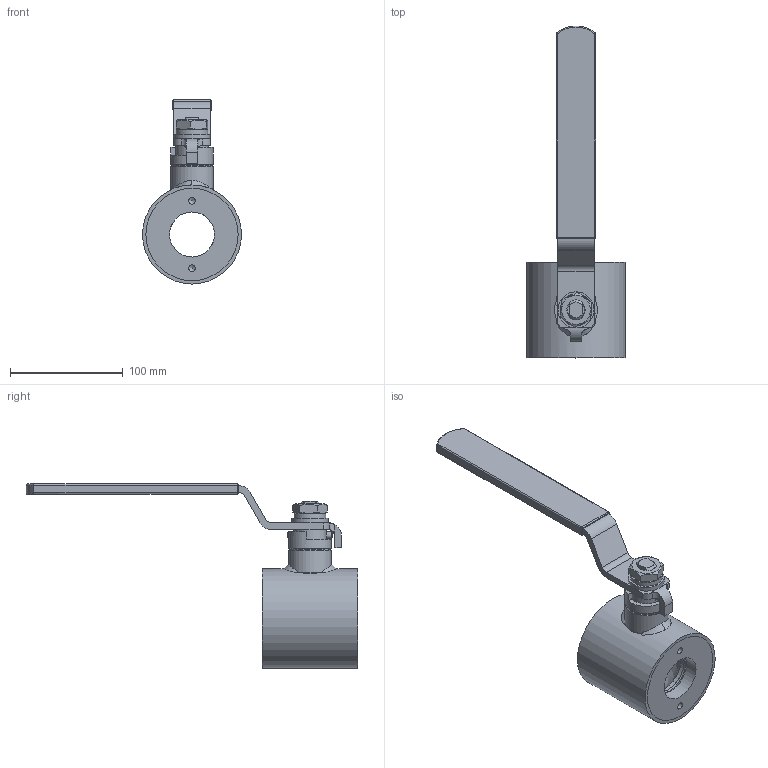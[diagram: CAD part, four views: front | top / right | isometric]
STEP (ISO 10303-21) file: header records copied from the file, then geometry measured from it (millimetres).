
FILE_DESCRIPTION((''),'2;1');
FILE_NAME('ФБ39 000 040 000.stp','2015-11-16T15:04:02',('��������'),(''),'Autodesk Inventor 2013','Autodesk Inventor 2013','');
FILE_SCHEMA(('AUTOMOTIVE_DESIGN { 1 0 10303 214 1 1 1 1 }'));
Length unit declared in the file: millimetre
Products named in the file (20): ФБ39 000 040 000; Пробка_40; Кольцо 5 ГОСТ 9833-73 019-024-30; ФБ39 220 050 532; ФБС94 005 08 007; Втулка; Штифт #.6x40 # ГОСТ 14229-93 Исполнение 1; ФБ39 010 050 950; Рукав50; ФБ39 000 040 001; ФБ39 220 050 504; Шайба 18 # ГОСТ 6402-70 Исполнение 1; Гайка M18 # ГОСТ 5916-70 Исполнение 1; ФБ39 000 040 010; ФБ39 000 040 010_Сварные швы; ФБ39 000 040 012; ФБ39 000 040 011; Кольцо; Кольцо_верх
Assembly tree (22 placements, depth 3):
  ФБ39 000 040 000
    Пробка_40
    Кольцо 5 ГОСТ 9833-73 019-024-30  x2
    ФБ39 220 050 532
    ФБС94 005 08 007
    Втулка
    Штифт #.6x40 # ГОСТ 14229-93 Исполнение 1
    ФБ39 010 050 950
      ФБ39 010 050 950
      Рукав50
    ФБ39 000 040 001
    ФБ39 220 050 504  x2
    Шайба 18 # ГОСТ 6402-70 Исполнение 1
    Гайка M18 # ГОСТ 5916-70 Исполнение 1
    ФБ39 000 040 010
      ФБ39 000 040 010_Сварные швы
      ФБ39 000 040 012
      ФБ39 000 040 011
    Кольцо
    Кольцо_верх  x2
Bounding box: 88 x 294.64 x 163.5 mm (x, y, z)
Volume: 448502.8 mm3; surface area: 179038.9 mm2
Topology: 23 solids, 23 shells, 268 faces, 580 edges, 368 vertices
Faces by surface type: plane 114, cylinder 94, cone 35, torus 13, sphere 8, bspline 4
Full cylindrical faces by diameter (mm): 6 x5, 15.295 x1, 18 x1, 19 x9, 23.7 x4, 24 x2, 26.5 x1, 27 x1, 28 x1, 29 x1, 30 x1, 32 x3, 37 x1, 38 x2, 40 x6, 43 x2, 46 x2, 54 x4, 69 x1, 69.835 x1, 71 x1, 72 x1, 73 x3, 79 x1, 82 x2, 88 x1
Entity records: 7392 total; most frequent: CARTESIAN_POINT 1719, DIRECTION 1155, ORIENTED_EDGE 856, AXIS2_PLACEMENT_3D 502, EDGE_CURVE 428, EDGE_LOOP 384, VERTEX_POINT 320, FACE_OUTER_BOUND 249
